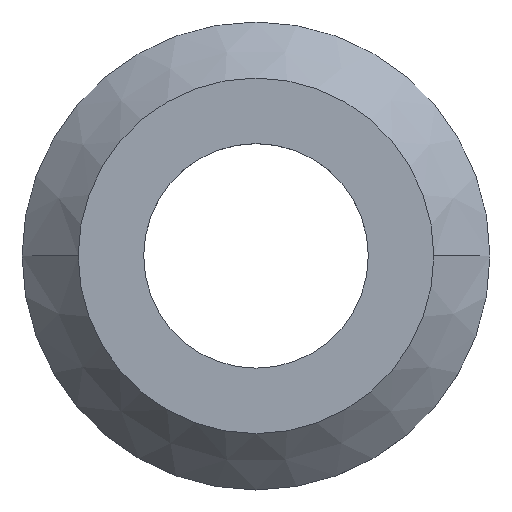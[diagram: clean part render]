
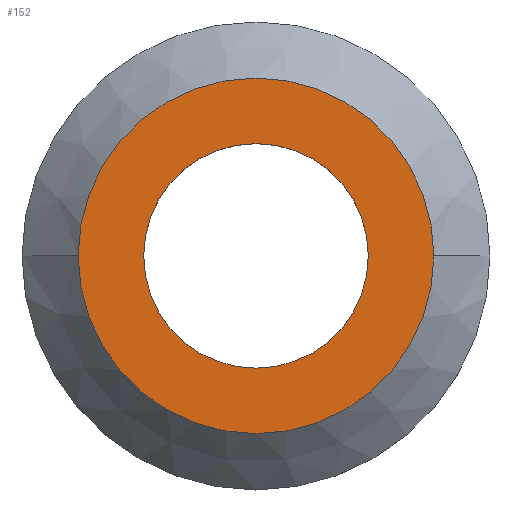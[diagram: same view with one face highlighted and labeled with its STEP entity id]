
A CAD part, top view. The second image highlights one B-rep face of the part: STEP entity #152.
In plain terms, the highlighted planar face has unit normal (0, 0, 1).
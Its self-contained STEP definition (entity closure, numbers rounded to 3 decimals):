
#2 = AXIS2_PLACEMENT_3D ( 'NONE', #151, #55, #264 ) ;
#16 = DIRECTION ( 'NONE',  ( 0., 0., 1. ) ) ;
#19 = FACE_BOUND ( 'NONE', #223, .T. ) ;
#21 = CARTESIAN_POINT ( 'NONE',  ( 0., 0., 5. ) ) ;
#26 = ORIENTED_EDGE ( 'NONE', *, *, #186, .T. ) ;
#28 = EDGE_LOOP ( 'NONE', ( #26, #34 ) ) ;
#34 = ORIENTED_EDGE ( 'NONE', *, *, #103, .T. ) ;
#37 = AXIS2_PLACEMENT_3D ( 'NONE', #250, #16, #150 ) ;
#45 = VERTEX_POINT ( 'NONE', #242 ) ;
#55 = DIRECTION ( 'NONE',  ( 0., 0., 1. ) ) ;
#58 = AXIS2_PLACEMENT_3D ( 'NONE', #127, #270, #130 ) ;
#59 = DIRECTION ( 'NONE',  ( 1., 0., 0. ) ) ;
#86 = CIRCLE ( 'NONE', #229, 9.5 ) ;
#103 = EDGE_CURVE ( 'NONE', #275, #45, #128, .T. ) ;
#105 = FACE_OUTER_BOUND ( 'NONE', #28, .T. ) ;
#106 = CARTESIAN_POINT ( 'NONE',  ( 0., 0., 5. ) ) ;
#116 = EDGE_CURVE ( 'NONE', #192, #188, #166, .T. ) ;
#123 = CIRCLE ( 'NONE', #243, 6. ) ;
#125 = DIRECTION ( 'NONE',  ( 0., 0., 1. ) ) ;
#127 = CARTESIAN_POINT ( 'NONE',  ( 0., 0., 5. ) ) ;
#128 = CIRCLE ( 'NONE', #2, 9.5 ) ;
#130 = DIRECTION ( 'NONE',  ( 1., 0., 0. ) ) ;
#150 = DIRECTION ( 'NONE',  ( 1., 0., 0. ) ) ;
#151 = CARTESIAN_POINT ( 'NONE',  ( 0., 0., 5. ) ) ;
#152 = ADVANCED_FACE ( 'NONE', ( #105, #19 ), #222, .T. ) ;
#154 = CARTESIAN_POINT ( 'NONE',  ( 6., 0., 5. ) ) ;
#164 = CARTESIAN_POINT ( 'NONE',  ( 9.5, 0., 5. ) ) ;
#166 = CIRCLE ( 'NONE', #37, 6. ) ;
#182 = DIRECTION ( 'NONE',  ( 1., 0., 0. ) ) ;
#186 = EDGE_CURVE ( 'NONE', #45, #275, #86, .T. ) ;
#188 = VERTEX_POINT ( 'NONE', #224 ) ;
#192 = VERTEX_POINT ( 'NONE', #154 ) ;
#222 = PLANE ( 'NONE',  #58 ) ;
#223 = EDGE_LOOP ( 'NONE', ( #282, #231 ) ) ;
#224 = CARTESIAN_POINT ( 'NONE',  ( -6., 0., 5. ) ) ;
#229 = AXIS2_PLACEMENT_3D ( 'NONE', #106, #125, #59 ) ;
#231 = ORIENTED_EDGE ( 'NONE', *, *, #116, .F. ) ;
#234 = DIRECTION ( 'NONE',  ( 0., 0., 1. ) ) ;
#242 = CARTESIAN_POINT ( 'NONE',  ( -9.5, 0., 5. ) ) ;
#243 = AXIS2_PLACEMENT_3D ( 'NONE', #21, #234, #182 ) ;
#250 = CARTESIAN_POINT ( 'NONE',  ( 0., 0., 5. ) ) ;
#264 = DIRECTION ( 'NONE',  ( 1., 0., 0. ) ) ;
#270 = DIRECTION ( 'NONE',  ( 0., 0., 1. ) ) ;
#275 = VERTEX_POINT ( 'NONE', #164 ) ;
#282 = ORIENTED_EDGE ( 'NONE', *, *, #292, .F. ) ;
#292 = EDGE_CURVE ( 'NONE', #188, #192, #123, .T. ) ;
